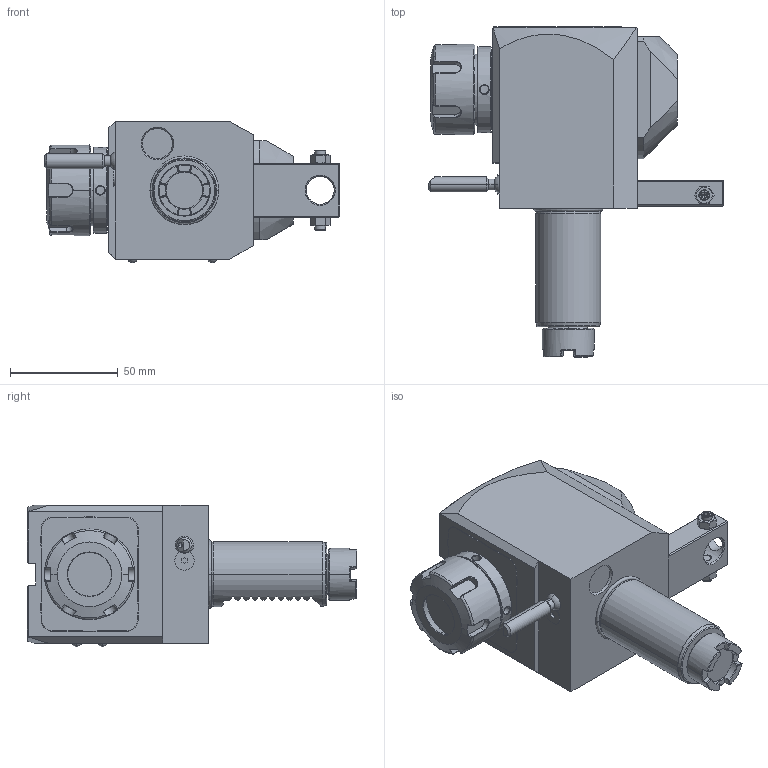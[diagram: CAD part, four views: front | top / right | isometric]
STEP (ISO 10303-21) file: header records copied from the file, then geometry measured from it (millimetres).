
FILE_DESCRIPTION((''),'2;1');
FILE_NAME('NGT1_30_251_25_2_2_55JB','2017-03-10T',('vali'),('NOVA GRUP'),'PRO/ENGINEER BY PARAMETRIC TECHNOLOGY CORPORATION, 2010280','PRO/ENGINEER BY PARAMETRIC TECHNOLOGY CORPORATION, 2010280','');
FILE_SCHEMA(('CONFIG_CONTROL_DESIGN'));
Length unit declared in the file: millimetre
Products named in the file (1): NGT1_30_251_25_2_2_55JB
Bounding box: 136.88 x 153 x 65.6 mm (x, y, z)
Volume: 465999.7 mm3; surface area: 49715.5 mm2
Topology: 1 solids, 1 shells, 465 faces, 1175 edges, 724 vertices
Faces by surface type: plane 205, cylinder 86, cone 80, bspline 72, torus 16, sphere 6
Entity records: 19667 total; most frequent: CARTESIAN_POINT 9378, ORIENTED_EDGE 2318, DIRECTION 1797, EDGE_CURVE 1159, VERTEX_POINT 724, AXIS2_PLACEMENT_3D 635, VECTOR 527, LINE 527
